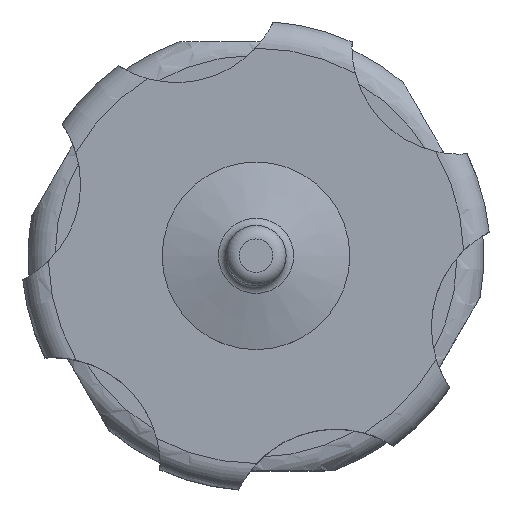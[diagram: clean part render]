
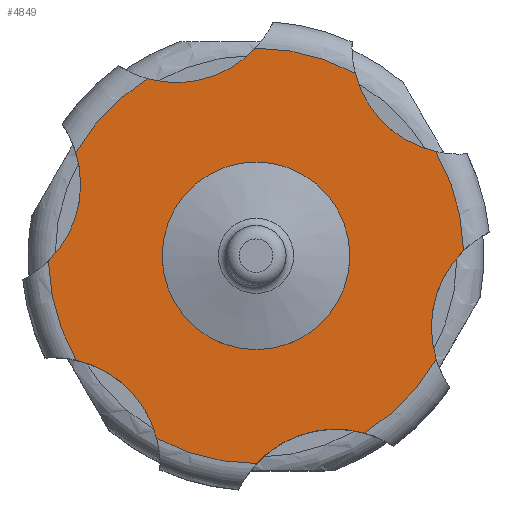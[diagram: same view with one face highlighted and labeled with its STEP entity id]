
A CAD part, top view. The second image highlights one B-rep face of the part: STEP entity #4849.
In plain terms, the highlighted planar face has unit normal (0, 0, 1).
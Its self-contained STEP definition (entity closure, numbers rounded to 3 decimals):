
#1157=FACE_BOUND('',#1653,.T.);
#1389=FACE_OUTER_BOUND('',#1652,.T.);
#1652=EDGE_LOOP('',(#3972,#3973,#3974,#3975,#3976,#3977,#3978,#3979,#3980,
#3981,#3982,#3983));
#1653=EDGE_LOOP('',(#3984));
#1746=CIRCLE('',#5059,7.);
#1757=CIRCLE('',#5076,8.);
#1758=CIRCLE('',#5077,15.5);
#1759=CIRCLE('',#5078,8.);
#1760=CIRCLE('',#5079,15.5);
#1761=CIRCLE('',#5080,8.);
#1762=CIRCLE('',#5081,15.5);
#1763=CIRCLE('',#5082,8.);
#1764=CIRCLE('',#5083,15.5);
#1765=CIRCLE('',#5084,8.);
#1766=CIRCLE('',#5085,15.5);
#1767=CIRCLE('',#5086,8.);
#1768=CIRCLE('',#5087,15.5);
#2189=VERTEX_POINT('',#8528);
#2198=VERTEX_POINT('',#8557);
#2199=VERTEX_POINT('',#8558);
#2200=VERTEX_POINT('',#8560);
#2201=VERTEX_POINT('',#8562);
#2202=VERTEX_POINT('',#8564);
#2203=VERTEX_POINT('',#8566);
#2204=VERTEX_POINT('',#8568);
#2205=VERTEX_POINT('',#8570);
#2206=VERTEX_POINT('',#8572);
#2207=VERTEX_POINT('',#8574);
#2208=VERTEX_POINT('',#8576);
#2209=VERTEX_POINT('',#8578);
#2841=EDGE_CURVE('',#2189,#2189,#1746,.T.);
#2855=EDGE_CURVE('',#2198,#2199,#1757,.T.);
#2856=EDGE_CURVE('',#2200,#2199,#1758,.T.);
#2857=EDGE_CURVE('',#2200,#2201,#1759,.T.);
#2858=EDGE_CURVE('',#2202,#2201,#1760,.T.);
#2859=EDGE_CURVE('',#2202,#2203,#1761,.T.);
#2860=EDGE_CURVE('',#2204,#2203,#1762,.T.);
#2861=EDGE_CURVE('',#2204,#2205,#1763,.T.);
#2862=EDGE_CURVE('',#2206,#2205,#1764,.T.);
#2863=EDGE_CURVE('',#2206,#2207,#1765,.T.);
#2864=EDGE_CURVE('',#2208,#2207,#1766,.T.);
#2865=EDGE_CURVE('',#2208,#2209,#1767,.T.);
#2866=EDGE_CURVE('',#2198,#2209,#1768,.T.);
#3972=ORIENTED_EDGE('',*,*,#2855,.T.);
#3973=ORIENTED_EDGE('',*,*,#2856,.F.);
#3974=ORIENTED_EDGE('',*,*,#2857,.T.);
#3975=ORIENTED_EDGE('',*,*,#2858,.F.);
#3976=ORIENTED_EDGE('',*,*,#2859,.T.);
#3977=ORIENTED_EDGE('',*,*,#2860,.F.);
#3978=ORIENTED_EDGE('',*,*,#2861,.T.);
#3979=ORIENTED_EDGE('',*,*,#2862,.F.);
#3980=ORIENTED_EDGE('',*,*,#2863,.T.);
#3981=ORIENTED_EDGE('',*,*,#2864,.F.);
#3982=ORIENTED_EDGE('',*,*,#2865,.T.);
#3983=ORIENTED_EDGE('',*,*,#2866,.F.);
#3984=ORIENTED_EDGE('',*,*,#2841,.T.);
#4394=PLANE('',#5075);
#4849=ADVANCED_FACE('',(#1389,#1157),#4394,.T.);
#5059=AXIS2_PLACEMENT_3D('',#8529,#5812,#5813);
#5075=AXIS2_PLACEMENT_3D('',#8556,#5847,#5848);
#5076=AXIS2_PLACEMENT_3D('',#8559,#5849,#5850);
#5077=AXIS2_PLACEMENT_3D('',#8561,#5851,#5852);
#5078=AXIS2_PLACEMENT_3D('',#8563,#5853,#5854);
#5079=AXIS2_PLACEMENT_3D('',#8565,#5855,#5856);
#5080=AXIS2_PLACEMENT_3D('',#8567,#5857,#5858);
#5081=AXIS2_PLACEMENT_3D('',#8569,#5859,#5860);
#5082=AXIS2_PLACEMENT_3D('',#8571,#5861,#5862);
#5083=AXIS2_PLACEMENT_3D('',#8573,#5863,#5864);
#5084=AXIS2_PLACEMENT_3D('',#8575,#5865,#5866);
#5085=AXIS2_PLACEMENT_3D('',#8577,#5867,#5868);
#5086=AXIS2_PLACEMENT_3D('',#8579,#5869,#5870);
#5087=AXIS2_PLACEMENT_3D('',#8580,#5871,#5872);
#5812=DIRECTION('center_axis',(0.,0.,
-1.));
#5813=DIRECTION('ref_axis',(-1.,0.,0.));
#5847=DIRECTION('center_axis',(0.,0.,
1.));
#5848=DIRECTION('ref_axis',(-0.245,-0.969,0.));
#5849=DIRECTION('center_axis',(0.,0.,
-1.));
#5850=DIRECTION('ref_axis',(0.272,-0.962,0.));
#5851=DIRECTION('center_axis',(0.,0.,
-1.));
#5852=DIRECTION('ref_axis',(-0.969,0.245,0.));
#5853=DIRECTION('center_axis',(0.,0.,
-1.));
#5854=DIRECTION('ref_axis',(0.969,-0.245,0.));
#5855=DIRECTION('center_axis',(0.,0.,
-1.));
#5856=DIRECTION('ref_axis',(-0.969,0.245,0.));
#5857=DIRECTION('center_axis',(0.,0.,
-1.));
#5858=DIRECTION('ref_axis',(0.697,0.717,0.));
#5859=DIRECTION('center_axis',(0.,0.,
-1.));
#5860=DIRECTION('ref_axis',(-0.969,0.245,0.));
#5861=DIRECTION('center_axis',(0.,0.,
-1.));
#5862=DIRECTION('ref_axis',(-0.272,0.962,0.));
#5863=DIRECTION('center_axis',(0.,0.,
-1.));
#5864=DIRECTION('ref_axis',(-0.969,0.245,0.));
#5865=DIRECTION('center_axis',(0.,0.,
-1.));
#5866=DIRECTION('ref_axis',(-0.969,0.245,0.));
#5867=DIRECTION('center_axis',(0.,0.,
-1.));
#5868=DIRECTION('ref_axis',(-0.969,0.245,0.));
#5869=DIRECTION('center_axis',(0.,0.,
-1.));
#5870=DIRECTION('ref_axis',(-0.697,-0.717,0.));
#5871=DIRECTION('center_axis',(0.,0.,
-1.));
#5872=DIRECTION('ref_axis',(-0.969,0.245,0.));
#8528=CARTESIAN_POINT('',(7.,0.,44.25));
#8529=CARTESIAN_POINT('Origin',(0.,0.,
44.25));
#8556=CARTESIAN_POINT('Origin',(14.688,-3.714,44.25));
#8557=CARTESIAN_POINT('',(0.048,-15.5,44.25));
#8558=CARTESIAN_POINT('',(8.085,-13.224,44.25));
#8559=CARTESIAN_POINT('Origin',(5.926,-20.927,44.25));
#8560=CARTESIAN_POINT('',(13.447,-7.708,44.25));
#8561=CARTESIAN_POINT('Origin',(0.,0.,
44.25));
#8562=CARTESIAN_POINT('',(15.495,0.39,44.25));
#8563=CARTESIAN_POINT('Origin',(21.086,-5.332,44.25));
#8564=CARTESIAN_POINT('',(13.399,7.792,44.25));
#8565=CARTESIAN_POINT('Origin',(0.,0.,
44.25));
#8566=CARTESIAN_POINT('',(7.41,13.614,44.25));
#8567=CARTESIAN_POINT('Origin',(15.161,15.595,44.25));
#8568=CARTESIAN_POINT('',(-0.048,15.5,44.25));
#8569=CARTESIAN_POINT('Origin',(0.,0.,
44.25));
#8570=CARTESIAN_POINT('',(-8.085,13.224,44.25));
#8571=CARTESIAN_POINT('Origin',(-5.926,20.927,44.25));
#8572=CARTESIAN_POINT('',(-13.447,7.708,44.25));
#8573=CARTESIAN_POINT('Origin',(0.,0.,
44.25));
#8574=CARTESIAN_POINT('',(-15.495,-0.39,44.25));
#8575=CARTESIAN_POINT('Origin',(-21.086,5.332,44.25));
#8576=CARTESIAN_POINT('',(-13.399,-7.792,44.25));
#8577=CARTESIAN_POINT('Origin',(0.,0.,
44.25));
#8578=CARTESIAN_POINT('',(-7.41,-13.614,44.25));
#8579=CARTESIAN_POINT('Origin',(-15.161,-15.595,44.25));
#8580=CARTESIAN_POINT('Origin',(0.,0.,
44.25));
